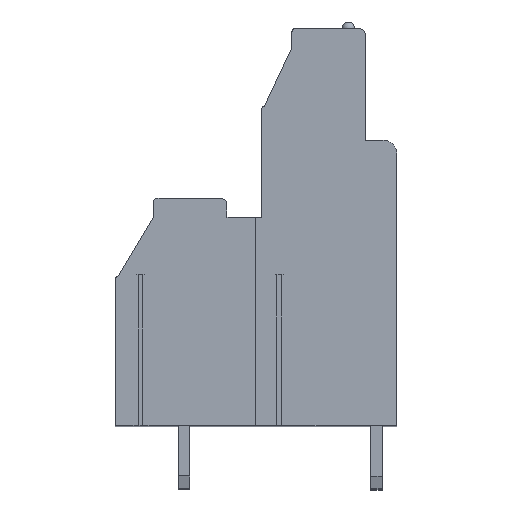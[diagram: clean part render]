
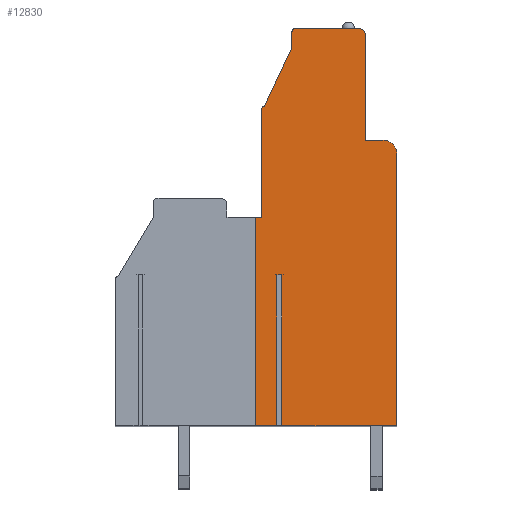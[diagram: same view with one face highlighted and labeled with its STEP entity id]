
A CAD part, top view. The second image highlights one B-rep face of the part: STEP entity #12830.
In plain terms, the highlighted planar face has unit normal (0, 0, 1).
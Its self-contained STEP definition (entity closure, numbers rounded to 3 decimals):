
#13=DIRECTION('',(0.,-1.,0.));
#14=VECTOR('',#13,8.6);
#15=CARTESIAN_POINT('',(-5.15,8.6,63.5));
#16=LINE('',#15,#14);
#17=CARTESIAN_POINT('',(-4.95,8.6,63.5));
#18=DIRECTION('',(0.,0.,1.));
#19=DIRECTION('',(0.,1.,0.));
#20=AXIS2_PLACEMENT_3D('',#17,#18,#19);
#22=DIRECTION('',(-0.424,-0.906,0.));
#23=VECTOR('',#22,5.189);
#24=CARTESIAN_POINT('',(-2.75,13.5,63.5));
#25=LINE('',#24,#23);
#26=DIRECTION('',(0.,-1.,0.));
#27=VECTOR('',#26,1.2);
#28=CARTESIAN_POINT('',(-2.75,14.7,63.5));
#29=LINE('',#28,#27);
#30=CARTESIAN_POINT('',(-2.45,14.7,63.5));
#31=DIRECTION('',(0.,0.,1.));
#32=DIRECTION('',(0.,1.,0.));
#33=AXIS2_PLACEMENT_3D('',#30,#31,#32);
#35=DIRECTION('',(-1.,0.,0.));
#36=VECTOR('',#35,5.);
#37=CARTESIAN_POINT('',(2.55,15.,63.5));
#38=LINE('',#37,#36);
#39=CARTESIAN_POINT('',(2.55,14.5,63.5));
#40=DIRECTION('',(0.,0.,1.));
#41=DIRECTION('',(1.,0.,0.));
#42=AXIS2_PLACEMENT_3D('',#39,#40,#41);
#44=DIRECTION('',(0.,1.,0.));
#45=VECTOR('',#44,8.4);
#46=CARTESIAN_POINT('',(3.05,6.1,63.5));
#47=LINE('',#46,#45);
#48=DIRECTION('',(-1.,0.,0.));
#49=VECTOR('',#48,1.5);
#50=CARTESIAN_POINT('',(4.55,6.1,63.5));
#51=LINE('',#50,#49);
#52=CARTESIAN_POINT('',(4.55,5.1,63.5));
#53=DIRECTION('',(0.,0.,1.));
#54=DIRECTION('',(1.,0.,0.));
#55=AXIS2_PLACEMENT_3D('',#52,#53,#54);
#57=DIRECTION('',(0.,1.,0.));
#58=VECTOR('',#57,21.6);
#59=CARTESIAN_POINT('',(5.55,-16.5,63.5));
#60=LINE('',#59,#58);
#61=DIRECTION('',(0.,1.,0.));
#62=VECTOR('',#61,11.95);
#63=CARTESIAN_POINT('',(-3.56,-16.5,63.5));
#64=LINE('',#63,#62);
#65=DIRECTION('',(-1.,0.,0.));
#66=VECTOR('',#65,0.38);
#67=CARTESIAN_POINT('',(-3.56,-4.55,63.5));
#68=LINE('',#67,#66);
#69=DIRECTION('',(0.,1.,0.));
#70=VECTOR('',#69,11.95);
#71=CARTESIAN_POINT('',(-3.94,-16.5,63.5));
#72=LINE('',#71,#70);
#77=DIRECTION('',(0.,-1.,0.));
#78=VECTOR('',#77,16.5);
#79=CARTESIAN_POINT('',(-5.65,0.,63.5));
#80=LINE('',#79,#78);
#174=DIRECTION('',(1.,0.,0.));
#175=VECTOR('',#174,1.71);
#176=CARTESIAN_POINT('',(-5.65,-16.5,63.5));
#177=LINE('',#176,#175);
#200=DIRECTION('',(1.,0.,0.));
#201=VECTOR('',#200,9.11);
#202=CARTESIAN_POINT('',(-3.56,-16.5,63.5));
#203=LINE('',#202,#201);
#1110=DIRECTION('',(-1.,0.,0.));
#1111=VECTOR('',#1110,0.5);
#1112=CARTESIAN_POINT('',(-5.15,0.,63.5));
#1113=LINE('',#1112,#1111);
#9867=CARTESIAN_POINT('',(5.55,-16.5,63.5));
#9868=CARTESIAN_POINT('',(5.55,5.1,63.5));
#9869=VERTEX_POINT('',#9867);
#9870=VERTEX_POINT('',#9868);
#9871=CARTESIAN_POINT('',(4.55,6.1,63.5));
#9872=VERTEX_POINT('',#9871);
#9873=CARTESIAN_POINT('',(3.05,6.1,63.5));
#9874=VERTEX_POINT('',#9873);
#9875=CARTESIAN_POINT('',(3.05,14.5,63.5));
#9876=VERTEX_POINT('',#9875);
#9877=CARTESIAN_POINT('',(2.55,15.,63.5));
#9878=VERTEX_POINT('',#9877);
#9879=CARTESIAN_POINT('',(-2.45,15.,63.5));
#9880=VERTEX_POINT('',#9879);
#9881=CARTESIAN_POINT('',(-2.75,14.7,63.5));
#9882=VERTEX_POINT('',#9881);
#9883=CARTESIAN_POINT('',(-2.75,13.5,63.5));
#9884=VERTEX_POINT('',#9883);
#9885=CARTESIAN_POINT('',(-4.95,8.8,63.5));
#9886=VERTEX_POINT('',#9885);
#9887=CARTESIAN_POINT('',(-5.15,8.6,63.5));
#9888=VERTEX_POINT('',#9887);
#9889=CARTESIAN_POINT('',(-5.15,0.,63.5));
#9890=VERTEX_POINT('',#9889);
#9935=CARTESIAN_POINT('',(-3.56,-4.55,63.5));
#9936=CARTESIAN_POINT('',(-3.94,-4.55,63.5));
#9937=VERTEX_POINT('',#9935);
#9938=VERTEX_POINT('',#9936);
#9939=CARTESIAN_POINT('',(-3.94,-16.5,63.5));
#9940=VERTEX_POINT('',#9939);
#9941=CARTESIAN_POINT('',(-3.56,-16.5,63.5));
#9942=VERTEX_POINT('',#9941);
#10109=CARTESIAN_POINT('',(-5.65,-16.5,63.5));
#10111=VERTEX_POINT('',#10109);
#10113=CARTESIAN_POINT('',(-5.65,0.,63.5));
#10114=VERTEX_POINT('',#10113);
#12787=CARTESIAN_POINT('',(0.,0.,63.5));
#12788=DIRECTION('',(0.,0.,1.));
#12789=DIRECTION('',(1.,0.,0.));
#12790=AXIS2_PLACEMENT_3D('',#12787,#12788,#12789);
#12791=PLANE('',#12790);
#12793=ORIENTED_EDGE('',*,*,#12792,.F.);
#12795=ORIENTED_EDGE('',*,*,#12794,.F.);
#12797=ORIENTED_EDGE('',*,*,#12796,.F.);
#12799=ORIENTED_EDGE('',*,*,#12798,.F.);
#12801=ORIENTED_EDGE('',*,*,#12800,.F.);
#12803=ORIENTED_EDGE('',*,*,#12802,.F.);
#12805=ORIENTED_EDGE('',*,*,#12804,.F.);
#12807=ORIENTED_EDGE('',*,*,#12806,.F.);
#12809=ORIENTED_EDGE('',*,*,#12808,.F.);
#12811=ORIENTED_EDGE('',*,*,#12810,.F.);
#12813=ORIENTED_EDGE('',*,*,#12812,.F.);
#12815=ORIENTED_EDGE('',*,*,#12814,.F.);
#12817=ORIENTED_EDGE('',*,*,#12816,.F.);
#12819=ORIENTED_EDGE('',*,*,#12818,.F.);
#12821=ORIENTED_EDGE('',*,*,#12820,.T.);
#12823=ORIENTED_EDGE('',*,*,#12822,.T.);
#12825=ORIENTED_EDGE('',*,*,#12824,.F.);
#12827=ORIENTED_EDGE('',*,*,#12826,.F.);
#12828=EDGE_LOOP('',(#12793,#12795,#12797,#12799,#12801,#12803,#12805,#12807,
#12809,#12811,#12813,#12815,#12817,#12819,#12821,#12823,#12825,#12827));
#12829=FACE_OUTER_BOUND('',#12828,.F.);
#21=CIRCLE('',#20,0.2);
#34=CIRCLE('',#33,0.3);
#43=CIRCLE('',#42,0.5);
#56=CIRCLE('',#55,1.);
#12792=EDGE_CURVE('',#10114,#10111,#80,.T.);
#12794=EDGE_CURVE('',#9890,#10114,#1113,.T.);
#12796=EDGE_CURVE('',#9888,#9890,#16,.T.);
#12798=EDGE_CURVE('',#9886,#9888,#21,.T.);
#12800=EDGE_CURVE('',#9884,#9886,#25,.T.);
#12802=EDGE_CURVE('',#9882,#9884,#29,.T.);
#12804=EDGE_CURVE('',#9880,#9882,#34,.T.);
#12806=EDGE_CURVE('',#9878,#9880,#38,.T.);
#12808=EDGE_CURVE('',#9876,#9878,#43,.T.);
#12810=EDGE_CURVE('',#9874,#9876,#47,.T.);
#12812=EDGE_CURVE('',#9872,#9874,#51,.T.);
#12814=EDGE_CURVE('',#9870,#9872,#56,.T.);
#12816=EDGE_CURVE('',#9869,#9870,#60,.T.);
#12818=EDGE_CURVE('',#9942,#9869,#203,.T.);
#12820=EDGE_CURVE('',#9942,#9937,#64,.T.);
#12822=EDGE_CURVE('',#9937,#9938,#68,.T.);
#12824=EDGE_CURVE('',#9940,#9938,#72,.T.);
#12826=EDGE_CURVE('',#10111,#9940,#177,.T.);
#12830=ADVANCED_FACE('',(#12829),#12791,.T.);
